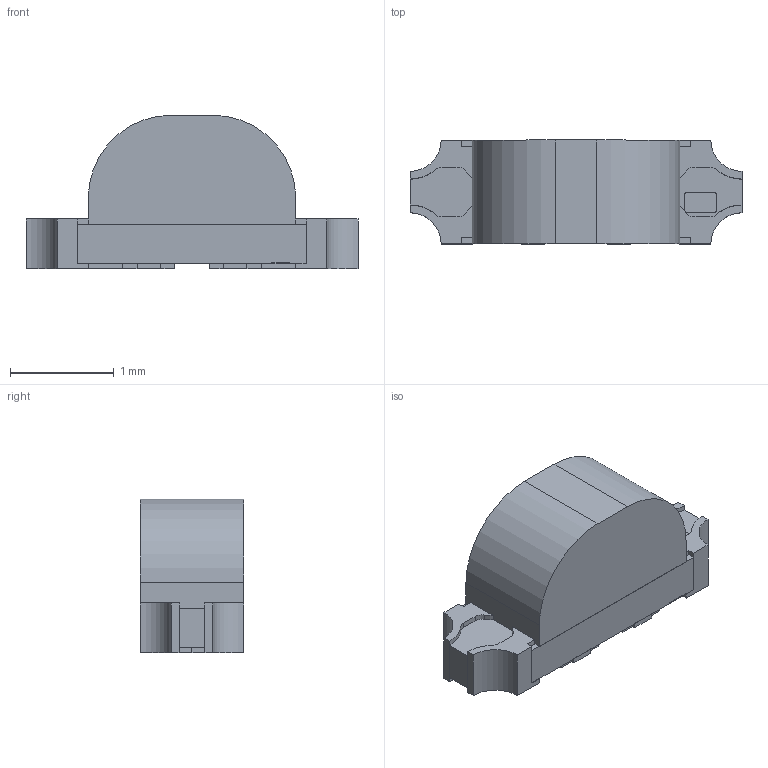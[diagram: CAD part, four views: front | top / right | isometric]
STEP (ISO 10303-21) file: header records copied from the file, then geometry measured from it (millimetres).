
FILE_DESCRIPTION( ( 'Unknown' ), '1' );
FILE_NAME( '155124M173200A.stp', 'Unknown', ( 'Unknown' ), ( 'Unknown' ), 'PSStep 21.0.46', 'Unknown', ' ' );
FILE_SCHEMA( ( 'AUTOMOTIVE_DESIGN { 1 0 10303 214 1 1 1 1 }' ) );
Length unit declared in the file: millimetre
Products named in the file (9): Assem1; Contact; Body; Lens
Assembly tree (8 placements, depth 2):
  Assem1
    Contact
    Contact
    Contact
    Contact
    Contact
    Contact
    Body
    Lens
Bounding box: 3.2 x 1 x 1.48 mm (x, y, z)
Volume: 3 mm3; surface area: 29.1 mm2
Topology: 8 solids, 8 shells, 229 faces, 614 edges, 408 vertices
Faces by surface type: plane 183, cylinder 46
Entity records: 9074 total; most frequent: CARTESIAN_POINT 1260, ORIENTED_EDGE 1228, DIRECTION 1186, EDGE_CURVE 614, LINE 518, VECTOR 518, VERTEX_POINT 408, AXIS2_PLACEMENT_3D 334
